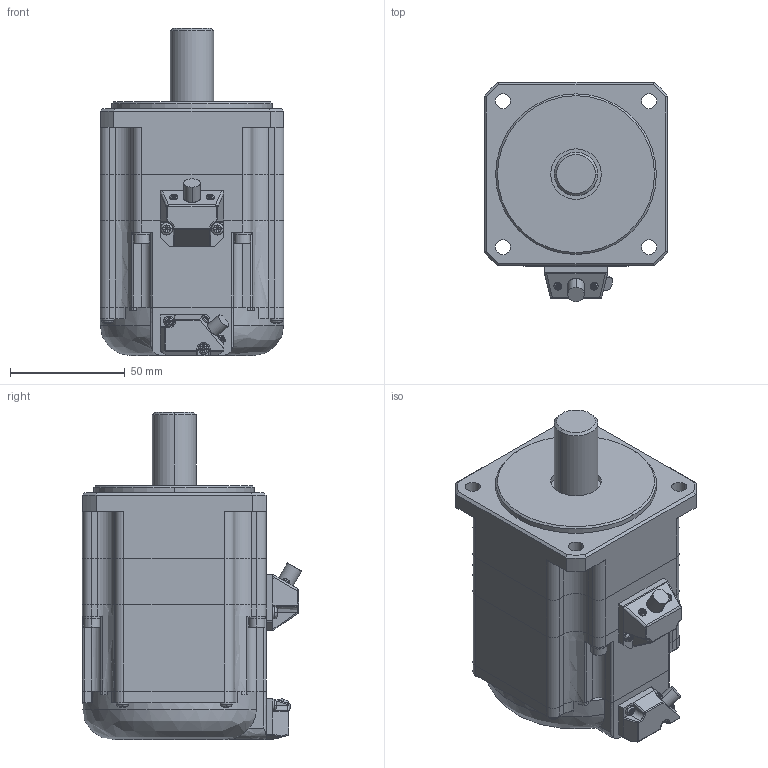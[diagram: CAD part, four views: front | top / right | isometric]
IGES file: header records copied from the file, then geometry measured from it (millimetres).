
Start section: Elysium IGES Interface
Global section: file name:TSM3302BK有.igs; native system: Creo Elements/Direct Modeling 17.0F  20-Aug-2012; preprocessor: Creo Element/Direct IGES_3D V2.2; author: Unknown; organization: Unknown; date: 20190218.141434; units: millimetre
Bounding box: 80 x 95.5 x 142.5 mm (x, y, z)
Volume: 616819.6 mm3; surface area: 48502.5 mm2
Topology: 1 solids, 3 shells, 842 faces, 1986 edges, 1167 vertices
Faces by surface type: bspline 842
